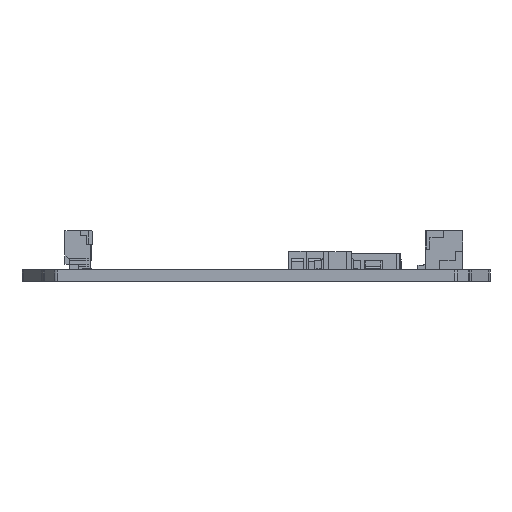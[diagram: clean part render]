
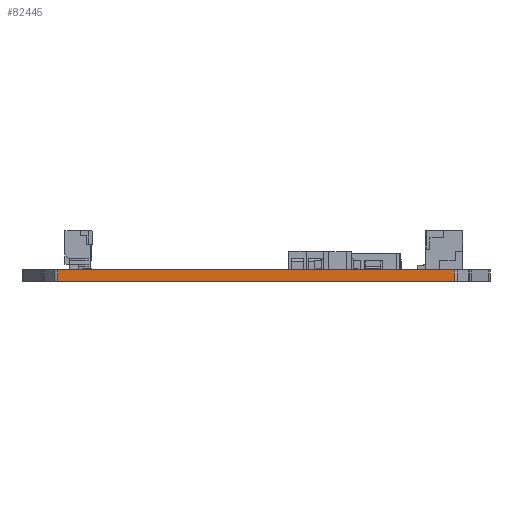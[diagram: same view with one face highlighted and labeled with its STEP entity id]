
A CAD part, front view. The second image highlights one B-rep face of the part: STEP entity #82445.
In plain terms, the highlighted free-form (B-spline) face has degree [1, 1] with [2, 2] control points.
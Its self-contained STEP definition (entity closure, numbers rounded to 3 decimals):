
#76911 = VERTEX_POINT('',#76912);
#76912 = CARTESIAN_POINT('',(-5.063,-10.874,
    1.845));
#76918 = EDGE_CURVE('',#76911,#76919,#76921,.T.);
#76919 = VERTEX_POINT('',#76920);
#76920 = CARTESIAN_POINT('',(58.266,-10.874,
    1.845));
#76921 = B_SPLINE_CURVE_WITH_KNOTS('',1,(#76922,#76923),.UNSPECIFIED.,
  .F.,.F.,(2,2),(0.,42.895),.PIECEWISE_BEZIER_KNOTS.);
#76922 = CARTESIAN_POINT('',(-5.063,-10.874,
    1.845));
#76923 = CARTESIAN_POINT('',(58.266,-10.874,
    1.845));
#78852 = VERTEX_POINT('',#78853);
#78853 = CARTESIAN_POINT('',(58.266,-10.874,0.));
#78859 = EDGE_CURVE('',#78860,#78852,#78862,.T.);
#78860 = VERTEX_POINT('',#78861);
#78861 = CARTESIAN_POINT('',(-5.063,-10.874,0.));
#78862 = B_SPLINE_CURVE_WITH_KNOTS('',1,(#78863,#78864),.UNSPECIFIED.,
  .F.,.F.,(2,2),(0.,42.895),.PIECEWISE_BEZIER_KNOTS.);
#78863 = CARTESIAN_POINT('',(-5.063,-10.874,0.));
#78864 = CARTESIAN_POINT('',(58.266,-10.874,0.));
#82445 = ADVANCED_FACE('',(#82446),#82460,.T.);
#82446 = FACE_BOUND('',#82447,.T.);
#82447 = EDGE_LOOP('',(#82448,#82449,#82454,#82455));
#82448 = ORIENTED_EDGE('',*,*,#78859,.T.);
#82449 = ORIENTED_EDGE('',*,*,#82450,.T.);
#82450 = EDGE_CURVE('',#78852,#76919,#82451,.T.);
#82451 = B_SPLINE_CURVE_WITH_KNOTS('',1,(#82452,#82453),.UNSPECIFIED.,
  .F.,.F.,(2,2),(0.,1.25),.PIECEWISE_BEZIER_KNOTS.);
#82452 = CARTESIAN_POINT('',(58.266,-10.874,0.));
#82453 = CARTESIAN_POINT('',(58.266,-10.874,
    1.845));
#82454 = ORIENTED_EDGE('',*,*,#76918,.F.);
#82455 = ORIENTED_EDGE('',*,*,#82456,.T.);
#82456 = EDGE_CURVE('',#76911,#78860,#82457,.T.);
#82457 = B_SPLINE_CURVE_WITH_KNOTS('',1,(#82458,#82459),.UNSPECIFIED.,
  .F.,.F.,(2,2),(0.,1.25),.PIECEWISE_BEZIER_KNOTS.);
#82458 = CARTESIAN_POINT('',(-5.063,-10.874,
    1.845));
#82459 = CARTESIAN_POINT('',(-5.063,-10.874,0.));
#82460 = B_SPLINE_SURFACE_WITH_KNOTS('',1,1,(
    (#82461,#82462)
    ,(#82463,#82464
    )),.UNSPECIFIED.,.F.,.F.,.F.,(2,2),(2,2),(-1.25,0.),(-21.441,
    21.454),.PIECEWISE_BEZIER_KNOTS.);
#82461 = CARTESIAN_POINT('',(-5.063,-10.874,
    1.845));
#82462 = CARTESIAN_POINT('',(58.266,-10.874,
    1.845));
#82463 = CARTESIAN_POINT('',(-5.063,-10.874,0.));
#82464 = CARTESIAN_POINT('',(58.266,-10.874,0.));
